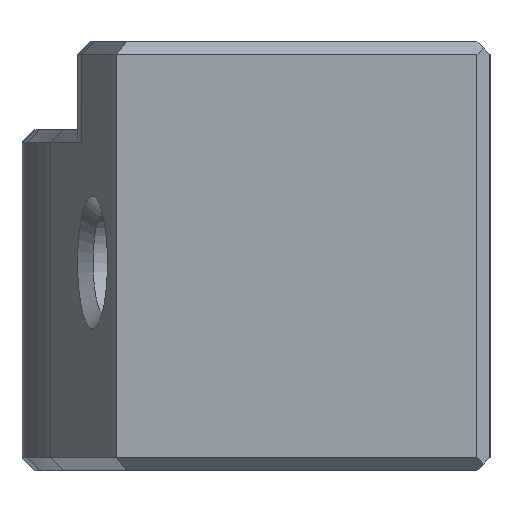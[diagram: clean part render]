
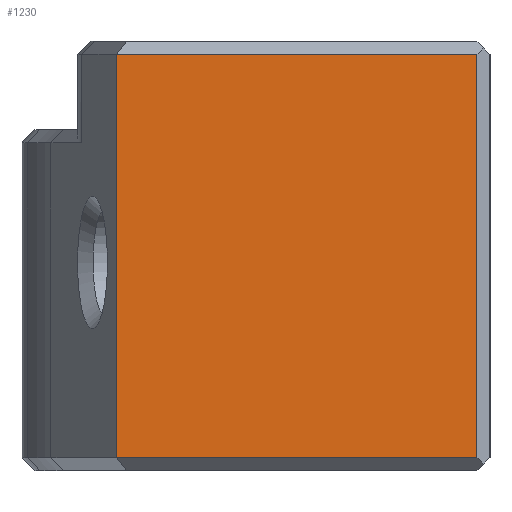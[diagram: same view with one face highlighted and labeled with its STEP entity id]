
A CAD part, left-side view. The second image highlights one B-rep face of the part: STEP entity #1230.
In plain terms, the highlighted planar face has unit normal (-1, 0, 0).
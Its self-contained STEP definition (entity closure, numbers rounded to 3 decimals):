
#105=FACE_OUTER_BOUND('',#180,.T.);
#180=EDGE_LOOP('',(#818,#819,#820,#821));
#263=LINE('',#1833,#393);
#264=LINE('',#1835,#394);
#265=LINE('',#1837,#395);
#266=LINE('',#1838,#396);
#393=VECTOR('',#1449,13.864);
#394=VECTOR('',#1450,15.5);
#395=VECTOR('',#1451,13.864);
#396=VECTOR('',#1452,15.5);
#523=VERTEX_POINT('',#1831);
#524=VERTEX_POINT('',#1832);
#525=VERTEX_POINT('',#1834);
#526=VERTEX_POINT('',#1836);
#635=EDGE_CURVE('',#523,#524,#263,.T.);
#636=EDGE_CURVE('',#525,#524,#264,.T.);
#637=EDGE_CURVE('',#526,#525,#265,.T.);
#638=EDGE_CURVE('',#523,#526,#266,.T.);
#818=ORIENTED_EDGE('',*,*,#635,.T.);
#819=ORIENTED_EDGE('',*,*,#636,.F.);
#820=ORIENTED_EDGE('',*,*,#637,.F.);
#821=ORIENTED_EDGE('',*,*,#638,.F.);
#1184=PLANE('',#1319);
#1230=ADVANCED_FACE('',(#105),#1184,.F.);
#1319=AXIS2_PLACEMENT_3D('',#1830,#1447,#1448);
#1447=DIRECTION('center_axis',(1.,0.,0.));
#1448=DIRECTION('ref_axis',(0.,-1.,0.));
#1449=DIRECTION('',(0.,1.,0.));
#1450=DIRECTION('',(0.,0.,1.));
#1451=DIRECTION('',(0.,1.,0.));
#1452=DIRECTION('',(0.,0.,-1.));
#1830=CARTESIAN_POINT('Origin',(-14.8,11.,-95.5));
#1831=CARTESIAN_POINT('',(-14.8,10.5,-96.));
#1832=CARTESIAN_POINT('',(-14.8,24.364,-96.));
#1833=CARTESIAN_POINT('',(-14.8,10.5,-96.));
#1834=CARTESIAN_POINT('',(-14.8,24.364,-111.5));
#1835=CARTESIAN_POINT('',(-14.8,24.364,-111.5));
#1836=CARTESIAN_POINT('',(-14.8,10.5,-111.5));
#1837=CARTESIAN_POINT('',(-14.8,10.5,-111.5));
#1838=CARTESIAN_POINT('',(-14.8,10.5,-96.));
